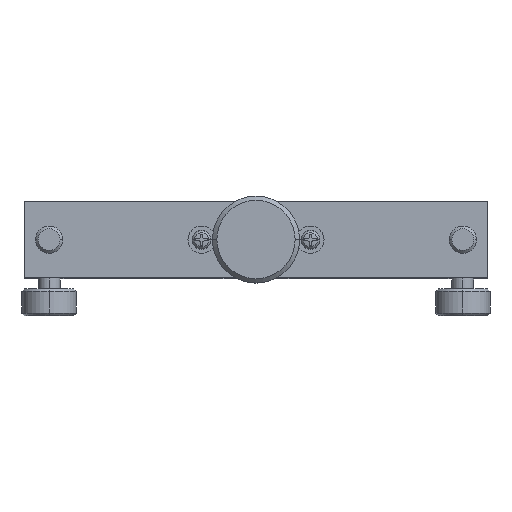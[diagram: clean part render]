
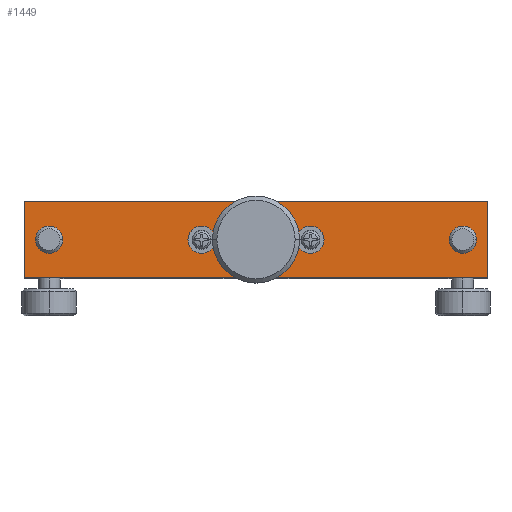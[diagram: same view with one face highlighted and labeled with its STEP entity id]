
A CAD part, top view. The second image highlights one B-rep face of the part: STEP entity #1449.
In plain terms, the highlighted planar face has unit normal (0, 0, 1).
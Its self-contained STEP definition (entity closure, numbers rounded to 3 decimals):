
#5 = CARTESIAN_POINT ( 'NONE',  ( 0., 7., 90. ) ) ;
#92 = DIRECTION ( 'NONE',  ( 0., 0., -1. ) ) ;
#219 = EDGE_CURVE ( 'NONE', #5358, #1487, #4377, .T. ) ;
#301 = CARTESIAN_POINT ( 'NONE',  ( -3., 0., 90. ) ) ;
#359 = VECTOR ( 'NONE', #2984, 1000. ) ;
#425 = CARTESIAN_POINT ( 'NONE',  ( 38., -2.5, 90. ) ) ;
#477 = CIRCLE ( 'NONE', #5670, 3. ) ;
#483 = CARTESIAN_POINT ( 'NONE',  ( 10., 0., 90. ) ) ;
#581 = DIRECTION ( 'NONE',  ( 1., 0., 0. ) ) ;
#603 = AXIS2_PLACEMENT_3D ( 'NONE', #6681, #6598, #4005 ) ;
#607 = CARTESIAN_POINT ( 'NONE',  ( 10., -2.5, 90. ) ) ;
#690 = VERTEX_POINT ( 'NONE', #1926 ) ;
#697 = VERTEX_POINT ( 'NONE', #1954 ) ;
#739 = ORIENTED_EDGE ( 'NONE', *, *, #7898, .T. ) ;
#880 = CIRCLE ( 'NONE', #1251, 3. ) ;
#917 = DIRECTION ( 'NONE',  ( 0., 0., -1. ) ) ;
#918 = VERTEX_POINT ( 'NONE', #6289 ) ;
#1017 = ORIENTED_EDGE ( 'NONE', *, *, #5547, .T. ) ;
#1093 = DIRECTION ( 'NONE',  ( 0., 0., -1. ) ) ;
#1251 = AXIS2_PLACEMENT_3D ( 'NONE', #8174, #4195, #8147 ) ;
#1449 = ADVANCED_FACE ( 'NONE', ( #5397, #6011, #7142, #6319, #8310, #5695 ), #7351, .T. ) ;
#1487 = VERTEX_POINT ( 'NONE', #2630 ) ;
#1566 = CARTESIAN_POINT ( 'NONE',  ( -42.5, 7., 90. ) ) ;
#1623 = LINE ( 'NONE', #5, #2963 ) ;
#1638 = DIRECTION ( 'NONE',  ( 0., 0., -1. ) ) ;
#1862 = ORIENTED_EDGE ( 'NONE', *, *, #2855, .T. ) ;
#1926 = CARTESIAN_POINT ( 'NONE',  ( 42.5, -7., 90. ) ) ;
#1954 = CARTESIAN_POINT ( 'NONE',  ( -10., -2.5, 90. ) ) ;
#2029 = AXIS2_PLACEMENT_3D ( 'NONE', #6401, #5018, #7061 ) ;
#2037 = ORIENTED_EDGE ( 'NONE', *, *, #7733, .F. ) ;
#2069 = LINE ( 'NONE', #2169, #7494 ) ;
#2131 = VERTEX_POINT ( 'NONE', #607 ) ;
#2136 = LINE ( 'NONE', #2910, #359 ) ;
#2169 = CARTESIAN_POINT ( 'NONE',  ( 42.5, 0., 90. ) ) ;
#2252 = EDGE_CURVE ( 'NONE', #918, #5245, #880, .T. ) ;
#2259 = ORIENTED_EDGE ( 'NONE', *, *, #7054, .T. ) ;
#2294 = CIRCLE ( 'NONE', #603, 2.5 ) ;
#2428 = CIRCLE ( 'NONE', #7332, 2.5 ) ;
#2452 = LINE ( 'NONE', #6225, #6220 ) ;
#2545 = CIRCLE ( 'NONE', #6891, 2.5 ) ;
#2593 = CARTESIAN_POINT ( 'NONE',  ( 42.5, 7., 90. ) ) ;
#2630 = CARTESIAN_POINT ( 'NONE',  ( -40.5, 0., 90. ) ) ;
#2787 = AXIS2_PLACEMENT_3D ( 'NONE', #7853, #7882, #8533 ) ;
#2807 = VERTEX_POINT ( 'NONE', #5505 ) ;
#2820 = ORIENTED_EDGE ( 'NONE', *, *, #4163, .T. ) ;
#2855 = EDGE_CURVE ( 'NONE', #1487, #5358, #2428, .T. ) ;
#2888 = DIRECTION ( 'NONE',  ( -1., 0., 0. ) ) ;
#2910 = CARTESIAN_POINT ( 'NONE',  ( -42.5, 0., 90. ) ) ;
#2963 = VECTOR ( 'NONE', #7434, 1000. ) ;
#2984 = DIRECTION ( 'NONE',  ( 0., 1., 0. ) ) ;
#3049 = ORIENTED_EDGE ( 'NONE', *, *, #8273, .T. ) ;
#3194 = DIRECTION ( 'NONE',  ( 0., 0., -1. ) ) ;
#3287 = CARTESIAN_POINT ( 'NONE',  ( 38., 2.5, 90. ) ) ;
#3368 = EDGE_LOOP ( 'NONE', ( #1862, #7758 ) ) ;
#3548 = CARTESIAN_POINT ( 'NONE',  ( -42.5, -7., 90. ) ) ;
#3883 = VERTEX_POINT ( 'NONE', #1566 ) ;
#4005 = DIRECTION ( 'NONE',  ( 0., 1., 0. ) ) ;
#4007 = ORIENTED_EDGE ( 'NONE', *, *, #7567, .T. ) ;
#4163 = EDGE_CURVE ( 'NONE', #4951, #2131, #8461, .T. ) ;
#4195 = DIRECTION ( 'NONE',  ( 0., 0., -1. ) ) ;
#4371 = VERTEX_POINT ( 'NONE', #425 ) ;
#4377 = CIRCLE ( 'NONE', #6920, 2.5 ) ;
#4618 = AXIS2_PLACEMENT_3D ( 'NONE', #7507, #5062, #581 ) ;
#4709 = ORIENTED_EDGE ( 'NONE', *, *, #6650, .T. ) ;
#4908 = CIRCLE ( 'NONE', #2787, 2.5 ) ;
#4928 = CARTESIAN_POINT ( 'NONE',  ( 0., 0., 90. ) ) ;
#4951 = VERTEX_POINT ( 'NONE', #5948 ) ;
#4957 = CIRCLE ( 'NONE', #7679, 2.5 ) ;
#5018 = DIRECTION ( 'NONE',  ( 0., 0., -1. ) ) ;
#5035 = EDGE_CURVE ( 'NONE', #7931, #4371, #2294, .T. ) ;
#5062 = DIRECTION ( 'NONE',  ( 0., 0., 1. ) ) ;
#5170 = ORIENTED_EDGE ( 'NONE', *, *, #5035, .T. ) ;
#5245 = VERTEX_POINT ( 'NONE', #301 ) ;
#5247 = CARTESIAN_POINT ( 'NONE',  ( -10., 0., 90. ) ) ;
#5289 = DIRECTION ( 'NONE',  ( 0., 0., -1. ) ) ;
#5358 = VERTEX_POINT ( 'NONE', #6451 ) ;
#5397 = FACE_BOUND ( 'NONE', #5900, .T. ) ;
#5505 = CARTESIAN_POINT ( 'NONE',  ( -10., 2.5, 90. ) ) ;
#5547 = EDGE_CURVE ( 'NONE', #2807, #697, #4908, .T. ) ;
#5670 = AXIS2_PLACEMENT_3D ( 'NONE', #4928, #917, #8245 ) ;
#5695 = FACE_OUTER_BOUND ( 'NONE', #7235, .T. ) ;
#5772 = EDGE_CURVE ( 'NONE', #690, #5955, #2069, .T. ) ;
#5900 = EDGE_LOOP ( 'NONE', ( #2259, #7155 ) ) ;
#5909 = AXIS2_PLACEMENT_3D ( 'NONE', #483, #1093, #6397 ) ;
#5948 = CARTESIAN_POINT ( 'NONE',  ( 10., 2.5, 90. ) ) ;
#5955 = VERTEX_POINT ( 'NONE', #2593 ) ;
#6011 = FACE_BOUND ( 'NONE', #6224, .T. ) ;
#6070 = DIRECTION ( 'NONE',  ( 0., 1., 0. ) ) ;
#6146 = ORIENTED_EDGE ( 'NONE', *, *, #7026, .F. ) ;
#6220 = VECTOR ( 'NONE', #2888, 1000. ) ;
#6224 = EDGE_LOOP ( 'NONE', ( #1017, #739 ) ) ;
#6225 = CARTESIAN_POINT ( 'NONE',  ( 0., -7., 90. ) ) ;
#6289 = CARTESIAN_POINT ( 'NONE',  ( 3., 0., 90. ) ) ;
#6319 = FACE_BOUND ( 'NONE', #3368, .T. ) ;
#6397 = DIRECTION ( 'NONE',  ( 0., 1., 0. ) ) ;
#6401 = CARTESIAN_POINT ( 'NONE',  ( 38., 0., 90. ) ) ;
#6451 = CARTESIAN_POINT ( 'NONE',  ( -35.5, 0., 90. ) ) ;
#6598 = DIRECTION ( 'NONE',  ( 0., 0., -1. ) ) ;
#6650 = EDGE_CURVE ( 'NONE', #4371, #7931, #6732, .T. ) ;
#6681 = CARTESIAN_POINT ( 'NONE',  ( 38., 0., 90. ) ) ;
#6732 = CIRCLE ( 'NONE', #2029, 2.5 ) ;
#6851 = CARTESIAN_POINT ( 'NONE',  ( -38., 0., 90. ) ) ;
#6891 = AXIS2_PLACEMENT_3D ( 'NONE', #5247, #3194, #7991 ) ;
#6920 = AXIS2_PLACEMENT_3D ( 'NONE', #7468, #92, #7435 ) ;
#7026 = EDGE_CURVE ( 'NONE', #690, #7052, #2452, .T. ) ;
#7052 = VERTEX_POINT ( 'NONE', #3548 ) ;
#7054 = EDGE_CURVE ( 'NONE', #5245, #918, #477, .T. ) ;
#7061 = DIRECTION ( 'NONE',  ( 0., 1., 0. ) ) ;
#7131 = CARTESIAN_POINT ( 'NONE',  ( 10., 0., 90. ) ) ;
#7142 = FACE_BOUND ( 'NONE', #8348, .T. ) ;
#7155 = ORIENTED_EDGE ( 'NONE', *, *, #2252, .T. ) ;
#7200 = DIRECTION ( 'NONE',  ( 0., 1., 0. ) ) ;
#7235 = EDGE_LOOP ( 'NONE', ( #6146, #8031, #4007, #2037 ) ) ;
#7332 = AXIS2_PLACEMENT_3D ( 'NONE', #6851, #1638, #7560 ) ;
#7351 = PLANE ( 'NONE',  #4618 ) ;
#7434 = DIRECTION ( 'NONE',  ( -1., 0., 0. ) ) ;
#7435 = DIRECTION ( 'NONE',  ( -1., 0., 0. ) ) ;
#7468 = CARTESIAN_POINT ( 'NONE',  ( -38., 0., 90. ) ) ;
#7494 = VECTOR ( 'NONE', #6070, 1000. ) ;
#7507 = CARTESIAN_POINT ( 'NONE',  ( -42.5, -7., 90. ) ) ;
#7560 = DIRECTION ( 'NONE',  ( -1., 0., 0. ) ) ;
#7567 = EDGE_CURVE ( 'NONE', #5955, #3883, #1623, .T. ) ;
#7679 = AXIS2_PLACEMENT_3D ( 'NONE', #7131, #5289, #7200 ) ;
#7733 = EDGE_CURVE ( 'NONE', #7052, #3883, #2136, .T. ) ;
#7758 = ORIENTED_EDGE ( 'NONE', *, *, #219, .T. ) ;
#7837 = EDGE_LOOP ( 'NONE', ( #5170, #4709 ) ) ;
#7853 = CARTESIAN_POINT ( 'NONE',  ( -10., 0., 90. ) ) ;
#7882 = DIRECTION ( 'NONE',  ( 0., 0., -1. ) ) ;
#7898 = EDGE_CURVE ( 'NONE', #697, #2807, #2545, .T. ) ;
#7931 = VERTEX_POINT ( 'NONE', #3287 ) ;
#7991 = DIRECTION ( 'NONE',  ( 0., 1., 0. ) ) ;
#8031 = ORIENTED_EDGE ( 'NONE', *, *, #5772, .T. ) ;
#8147 = DIRECTION ( 'NONE',  ( 1., 0., 0. ) ) ;
#8174 = CARTESIAN_POINT ( 'NONE',  ( 0., 0., 90. ) ) ;
#8245 = DIRECTION ( 'NONE',  ( 1., 0., 0. ) ) ;
#8273 = EDGE_CURVE ( 'NONE', #2131, #4951, #4957, .T. ) ;
#8310 = FACE_BOUND ( 'NONE', #7837, .T. ) ;
#8348 = EDGE_LOOP ( 'NONE', ( #2820, #3049 ) ) ;
#8461 = CIRCLE ( 'NONE', #5909, 2.5 ) ;
#8533 = DIRECTION ( 'NONE',  ( 0., 1., 0. ) ) ;
